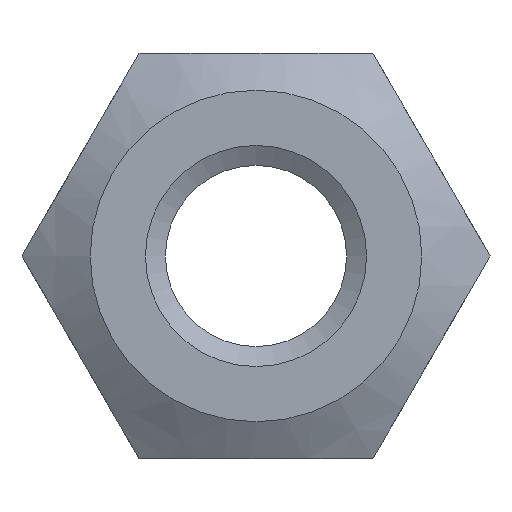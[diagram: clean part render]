
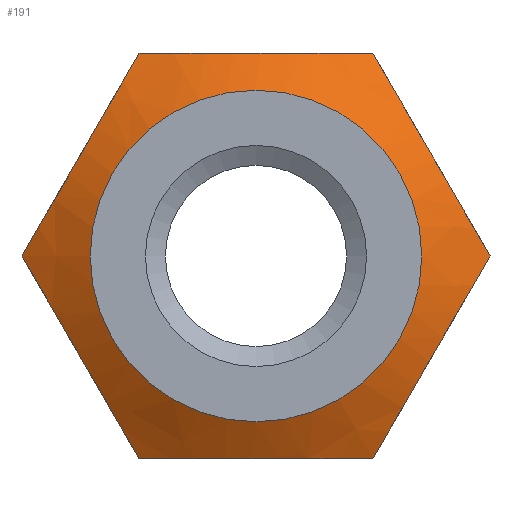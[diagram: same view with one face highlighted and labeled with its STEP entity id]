
A CAD part, left-side view. The second image highlights one B-rep face of the part: STEP entity #191.
In plain terms, the highlighted conical face has half-angle 60 degrees and reference radius 2.713 mm.
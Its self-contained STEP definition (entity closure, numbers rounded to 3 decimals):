
#25=(
BOUNDED_CURVE()
B_SPLINE_CURVE(2,(#288,#289,#290),.UNSPECIFIED.,.F.,.F.)
B_SPLINE_CURVE_WITH_KNOTS((3,3),(0.,0.321),.UNSPECIFIED.)
CURVE()
GEOMETRIC_REPRESENTATION_ITEM()
RATIONAL_B_SPLINE_CURVE((1.,1.155,1.))
REPRESENTATION_ITEM($)
);
#26=(
BOUNDED_CURVE()
B_SPLINE_CURVE(2,(#292,#293,#294),.UNSPECIFIED.,.F.,.F.)
B_SPLINE_CURVE_WITH_KNOTS((3,3),(0.,0.321),.UNSPECIFIED.)
CURVE()
GEOMETRIC_REPRESENTATION_ITEM()
RATIONAL_B_SPLINE_CURVE((1.,1.155,1.))
REPRESENTATION_ITEM($)
);
#27=(
BOUNDED_CURVE()
B_SPLINE_CURVE(2,(#296,#297,#298),.UNSPECIFIED.,.F.,.F.)
B_SPLINE_CURVE_WITH_KNOTS((3,3),(0.,0.321),.UNSPECIFIED.)
CURVE()
GEOMETRIC_REPRESENTATION_ITEM()
RATIONAL_B_SPLINE_CURVE((1.,1.155,1.))
REPRESENTATION_ITEM($)
);
#28=(
BOUNDED_CURVE()
B_SPLINE_CURVE(2,(#300,#301,#302),.UNSPECIFIED.,.F.,.F.)
B_SPLINE_CURVE_WITH_KNOTS((3,3),(0.,0.321),.UNSPECIFIED.)
CURVE()
GEOMETRIC_REPRESENTATION_ITEM()
RATIONAL_B_SPLINE_CURVE((1.,1.155,1.))
REPRESENTATION_ITEM($)
);
#29=(
BOUNDED_CURVE()
B_SPLINE_CURVE(2,(#304,#305,#306),.UNSPECIFIED.,.F.,.F.)
B_SPLINE_CURVE_WITH_KNOTS((3,3),(0.,0.321),.UNSPECIFIED.)
CURVE()
GEOMETRIC_REPRESENTATION_ITEM()
RATIONAL_B_SPLINE_CURVE((1.,1.155,1.))
REPRESENTATION_ITEM($)
);
#30=(
BOUNDED_CURVE()
B_SPLINE_CURVE(2,(#307,#308,#309),.UNSPECIFIED.,.F.,.F.)
B_SPLINE_CURVE_WITH_KNOTS((3,3),(0.,0.321),.UNSPECIFIED.)
CURVE()
GEOMETRIC_REPRESENTATION_ITEM()
RATIONAL_B_SPLINE_CURVE((1.,1.155,1.))
REPRESENTATION_ITEM($)
);
#51=FACE_BOUND($,#77,.T.);
#58=FACE_OUTER_BOUND($,#76,.T.);
#76=EDGE_LOOP($,(#144,#145,#146,#147,#148,#149));
#77=EDGE_LOOP($,(#150));
#89=CIRCLE($,#208,2.25);
#95=VERTEX_POINT($,#277);
#98=VERTEX_POINT($,#286);
#99=VERTEX_POINT($,#287);
#100=VERTEX_POINT($,#291);
#101=VERTEX_POINT($,#295);
#102=VERTEX_POINT($,#299);
#103=VERTEX_POINT($,#303);
#113=EDGE_CURVE($,#95,#95,#89,.T.);
#116=EDGE_CURVE($,#98,#99,#25,.T.);
#117=EDGE_CURVE($,#100,#98,#26,.T.);
#118=EDGE_CURVE($,#101,#100,#27,.T.);
#119=EDGE_CURVE($,#102,#101,#28,.T.);
#120=EDGE_CURVE($,#103,#102,#29,.T.);
#121=EDGE_CURVE($,#99,#103,#30,.T.);
#144=ORIENTED_EDGE($,*,*,#116,.F.);
#145=ORIENTED_EDGE($,*,*,#117,.F.);
#146=ORIENTED_EDGE($,*,*,#118,.F.);
#147=ORIENTED_EDGE($,*,*,#119,.F.);
#148=ORIENTED_EDGE($,*,*,#120,.F.);
#149=ORIENTED_EDGE($,*,*,#121,.F.);
#150=ORIENTED_EDGE($,*,*,#113,.F.);
#184=CONICAL_SURFACE($,#213,2.713,60.);
#191=ADVANCED_FACE($,(#58,#51),#184,.T.);
#208=AXIS2_PLACEMENT_3D($,#278,#235,#236);
#213=AXIS2_PLACEMENT_3D($,#285,#245,#246);
#235=DIRECTION('center_axis',(-1.,0.,0.));
#236=DIRECTION('ref_axis',(0.,1.,0.));
#245=DIRECTION('center_axis',(1.,0.,0.));
#246=DIRECTION('ref_axis',(0.,1.,0.));
#277=CARTESIAN_POINT('',(0.,2.25,0.));
#278=CARTESIAN_POINT('Origin',(0.,0.,0.));
#285=CARTESIAN_POINT('Origin',(0.267,0.,0.));
#286=CARTESIAN_POINT('',(0.534,1.588,2.75));
#287=CARTESIAN_POINT('',(0.534,-1.588,2.75));
#288=CARTESIAN_POINT('Ctrl Pts',(0.534,1.588,2.75));
#289=CARTESIAN_POINT('Ctrl Pts',(0.076,0.,2.75));
#290=CARTESIAN_POINT('Ctrl Pts',(0.534,-1.588,2.75));
#291=CARTESIAN_POINT('',(0.534,3.175,0.));
#292=CARTESIAN_POINT('Ctrl Pts',(0.534,3.175,0.));
#293=CARTESIAN_POINT('Ctrl Pts',(0.076,2.382,1.375));
#294=CARTESIAN_POINT('Ctrl Pts',(0.534,1.588,2.75));
#295=CARTESIAN_POINT('',(0.534,1.588,-2.75));
#296=CARTESIAN_POINT('Ctrl Pts',(0.534,1.588,-2.75));
#297=CARTESIAN_POINT('Ctrl Pts',(0.076,2.382,-1.375));
#298=CARTESIAN_POINT('Ctrl Pts',(0.534,3.175,0.));
#299=CARTESIAN_POINT('',(0.534,-1.588,-2.75));
#300=CARTESIAN_POINT('Ctrl Pts',(0.534,-1.588,-2.75));
#301=CARTESIAN_POINT('Ctrl Pts',(0.076,0.,
-2.75));
#302=CARTESIAN_POINT('Ctrl Pts',(0.534,1.588,-2.75));
#303=CARTESIAN_POINT('',(0.534,-3.175,0.));
#304=CARTESIAN_POINT('Ctrl Pts',(0.534,-3.175,0.));
#305=CARTESIAN_POINT('Ctrl Pts',(0.076,-2.382,-1.375));
#306=CARTESIAN_POINT('Ctrl Pts',(0.534,-1.588,-2.75));
#307=CARTESIAN_POINT('Ctrl Pts',(0.534,-1.588,2.75));
#308=CARTESIAN_POINT('Ctrl Pts',(0.076,-2.382,1.375));
#309=CARTESIAN_POINT('Ctrl Pts',(0.534,-3.175,0.));
